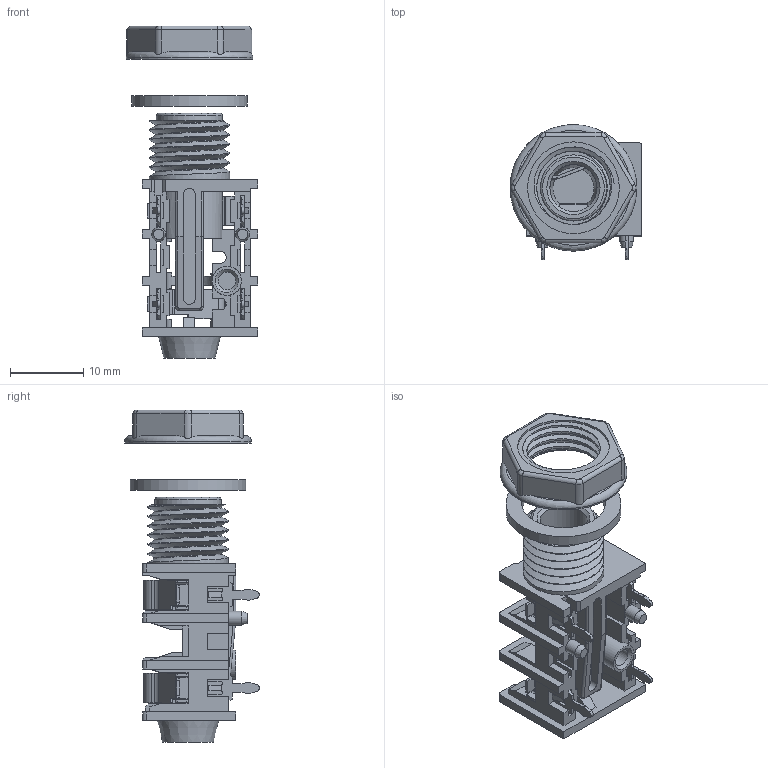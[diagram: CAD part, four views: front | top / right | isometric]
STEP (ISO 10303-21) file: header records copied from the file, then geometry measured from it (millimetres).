
FILE_DESCRIPTION(/* description */ (''),/* implementation_level */ '2;1');
FILE_NAME(/* name */ 'ACJM-PHOP.stp',/* time_stamp */ '2025-09-23T17:06:19+10:00',/* author */ ('minh'),/* organization */ (''),/* preprocessor_version */ 'ST-DEVELOPER v19.2',/* originating_system */ 'Autodesk Inventor 2023',/* authorisation */ '');
FILE_SCHEMA (('AUTOMOTIVE_DESIGN { 1 0 10303 214 3 1 1 }'));
Length unit declared in the file: inch
Products named in the file (1): ACJM-PHOP
Bounding box: 17.95 x 18.32 x 45.2 mm (x, y, z)
Volume: 2657.5 mm3; surface area: 5175.9 mm2
Topology: 3 solids, 3 shells, 722 faces, 2099 edges, 1354 vertices
Faces by surface type: plane 508, cylinder 174, bspline 31, cone 7, torus 2
Full cylindrical faces by diameter (mm): 1.9 x2, 2.4 x1, 3.95 x1, 6.43 x1, 9 x1, 9.2 x5, 10 x2, 11 x5, 11.12 x3, 11.4 x1, 15.7 x1, 17.25 x1
Entity records: 30674 total; most frequent: CARTESIAN_POINT 10728, ORIENTED_EDGE 4198, DIRECTION 3754, EDGE_CURVE 2099, LINE 1614, VECTOR 1614, VERTEX_POINT 1354, AXIS2_PLACEMENT_3D 1070
